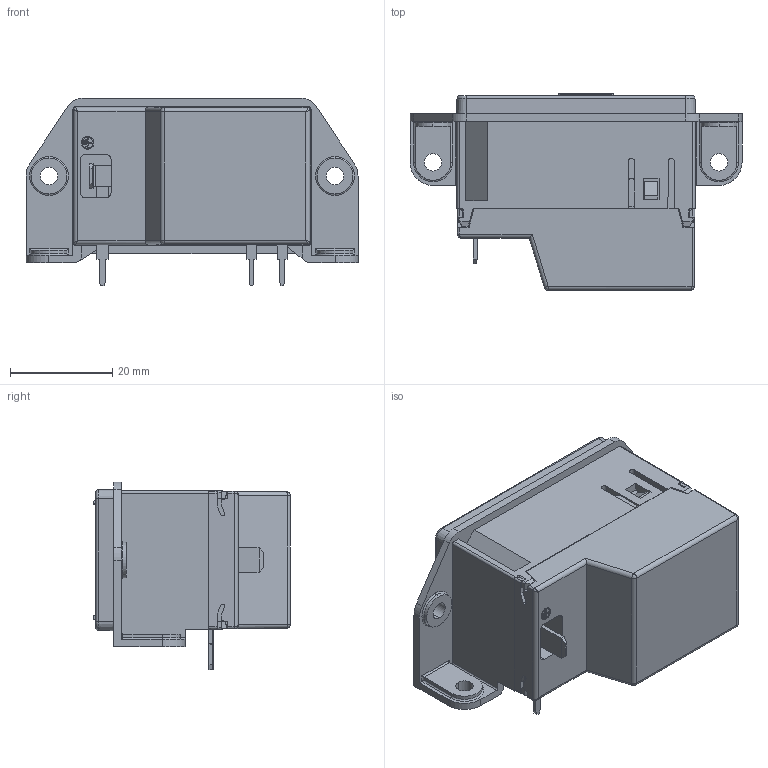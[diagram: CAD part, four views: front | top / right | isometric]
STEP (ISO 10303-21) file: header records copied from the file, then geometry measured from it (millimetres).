
FILE_DESCRIPTION((''),'2;1');
FILE_NAME('SCHURTER_DD21.0121.1111.stp','2012-11-19T16:02:43',(''),(''),'Mechanical Desktop 2011','Mechanical Desktop 2011',', , ');
FILE_SCHEMA(('AUTOMOTIVE_DESIGN { 1 2 10303 214 1 1 1 1 }'));
Length unit declared in the file: millimetre
Products named in the file (1): Product
Bounding box: 65 x 38.55 x 36.75 mm (x, y, z)
Volume: 31749.5 mm3; surface area: 22632.7 mm2
Topology: 10 solids, 10 shells, 972 faces, 2616 edges, 1675 vertices
Faces by surface type: plane 613, cylinder 224, bspline 73, torus 32, cone 16, sphere 14
Entity records: 35831 total; most frequent: CARTESIAN_POINT 11263, ORIENTED_EDGE 5224, DIRECTION 4918, EDGE_CURVE 2612, VECTOR 1982, LINE 1982, VERTEX_POINT 1675, AXIS2_PLACEMENT_3D 1468
